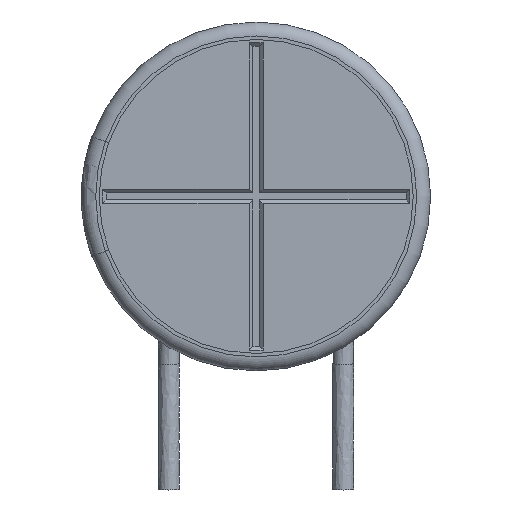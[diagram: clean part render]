
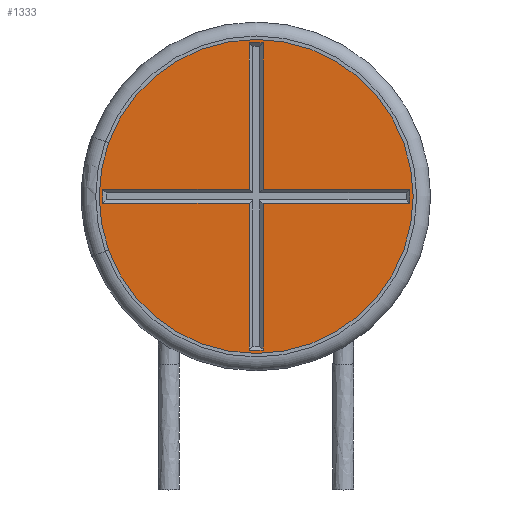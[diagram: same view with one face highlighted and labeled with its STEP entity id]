
A CAD part, left-side view. The second image highlights one B-rep face of the part: STEP entity #1333.
In plain terms, the highlighted planar face has unit normal (-1, 0, 0).
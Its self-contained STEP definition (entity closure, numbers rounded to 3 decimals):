
#27=FACE_BOUND('',#449,.T.);
#72=LINE('',#2212,#172);
#75=LINE('',#2217,#175);
#77=LINE('',#2221,#177);
#79=LINE('',#2225,#179);
#81=LINE('',#2229,#181);
#83=LINE('',#2233,#183);
#85=LINE('',#2237,#185);
#87=LINE('',#2241,#187);
#89=LINE('',#2245,#189);
#91=LINE('',#2249,#191);
#93=LINE('',#2253,#193);
#95=LINE('',#2256,#195);
#172=VECTOR('',#1645,1.);
#175=VECTOR('',#1650,1.);
#177=VECTOR('',#1654,1.);
#179=VECTOR('',#1658,1.);
#181=VECTOR('',#1662,1.);
#183=VECTOR('',#1666,1.);
#185=VECTOR('',#1670,1.);
#187=VECTOR('',#1674,1.);
#189=VECTOR('',#1678,1.);
#191=VECTOR('',#1682,1.);
#193=VECTOR('',#1686,1.);
#195=VECTOR('',#1690,1.);
#322=PLANE('',#1444);
#373=FACE_OUTER_BOUND('',#448,.T.);
#448=EDGE_LOOP('',(#1064));
#449=EDGE_LOOP('',(#1065,#1066,#1067,#1068,#1069,#1070,#1071,#1072,#1073,
#1074,#1075,#1076));
#524=CIRCLE('',#1445,4.5);
#627=VERTEX_POINT('',#2210);
#628=VERTEX_POINT('',#2211);
#629=VERTEX_POINT('',#2216);
#630=VERTEX_POINT('',#2220);
#631=VERTEX_POINT('',#2224);
#632=VERTEX_POINT('',#2228);
#633=VERTEX_POINT('',#2232);
#634=VERTEX_POINT('',#2236);
#635=VERTEX_POINT('',#2240);
#636=VERTEX_POINT('',#2244);
#637=VERTEX_POINT('',#2248);
#638=VERTEX_POINT('',#2252);
#646=VERTEX_POINT('',#2281);
#769=EDGE_CURVE('',#627,#628,#72,.F.);
#772=EDGE_CURVE('',#629,#627,#75,.F.);
#774=EDGE_CURVE('',#630,#629,#77,.F.);
#776=EDGE_CURVE('',#631,#630,#79,.F.);
#778=EDGE_CURVE('',#632,#631,#81,.F.);
#780=EDGE_CURVE('',#633,#632,#83,.F.);
#782=EDGE_CURVE('',#634,#633,#85,.F.);
#784=EDGE_CURVE('',#635,#634,#87,.F.);
#786=EDGE_CURVE('',#636,#635,#89,.F.);
#788=EDGE_CURVE('',#637,#636,#91,.F.);
#790=EDGE_CURVE('',#638,#637,#93,.F.);
#792=EDGE_CURVE('',#628,#638,#95,.F.);
#804=EDGE_CURVE('',#646,#646,#524,.T.);
#1064=ORIENTED_EDGE('',*,*,#804,.T.);
#1065=ORIENTED_EDGE('',*,*,#792,.T.);
#1066=ORIENTED_EDGE('',*,*,#790,.T.);
#1067=ORIENTED_EDGE('',*,*,#788,.T.);
#1068=ORIENTED_EDGE('',*,*,#786,.T.);
#1069=ORIENTED_EDGE('',*,*,#784,.T.);
#1070=ORIENTED_EDGE('',*,*,#782,.T.);
#1071=ORIENTED_EDGE('',*,*,#780,.T.);
#1072=ORIENTED_EDGE('',*,*,#778,.T.);
#1073=ORIENTED_EDGE('',*,*,#776,.T.);
#1074=ORIENTED_EDGE('',*,*,#774,.T.);
#1075=ORIENTED_EDGE('',*,*,#772,.T.);
#1076=ORIENTED_EDGE('',*,*,#769,.T.);
#1333=ADVANCED_FACE('',(#373,#27),#322,.T.);
#1444=AXIS2_PLACEMENT_3D('',#2280,#1717,#1718);
#1445=AXIS2_PLACEMENT_3D('',#2282,#1719,#1720);
#1645=DIRECTION('',(0.,-1.,0.));
#1650=DIRECTION('',(0.,0.,1.));
#1654=DIRECTION('',(0.,1.,0.));
#1658=DIRECTION('',(0.,0.,1.));
#1662=DIRECTION('',(0.,1.,0.));
#1666=DIRECTION('',(0.,0.,-1.));
#1670=DIRECTION('',(0.,1.,0.));
#1674=DIRECTION('',(0.,0.,-1.));
#1678=DIRECTION('',(0.,-1.,0.));
#1682=DIRECTION('',(0.,0.,-1.));
#1686=DIRECTION('',(0.,-1.,0.));
#1690=DIRECTION('',(0.,0.,1.));
#1717=DIRECTION('center_axis',(-1.,0.,0.));
#1718=DIRECTION('ref_axis',(0.,0.,
1.));
#1719=DIRECTION('center_axis',(-1.,0.,0.));
#1720=DIRECTION('ref_axis',(0.,0.,
1.));
#2210=CARTESIAN_POINT('',(-23.9,-4.045,4.761));
#2211=CARTESIAN_POINT('',(-23.9,0.155,4.761));
#2212=CARTESIAN_POINT('',(-23.9,0.155,4.761));
#2216=CARTESIAN_POINT('',(-23.9,-4.045,5.161));
#2217=CARTESIAN_POINT('',(-23.9,-4.045,4.761));
#2220=CARTESIAN_POINT('',(-23.9,0.155,5.161));
#2221=CARTESIAN_POINT('',(-23.9,-4.045,5.161));
#2224=CARTESIAN_POINT('',(-23.9,0.155,9.361));
#2225=CARTESIAN_POINT('',(-23.9,0.155,5.161));
#2228=CARTESIAN_POINT('',(-23.9,0.555,9.361));
#2229=CARTESIAN_POINT('',(-23.9,0.155,9.361));
#2232=CARTESIAN_POINT('',(-23.9,0.555,5.161));
#2233=CARTESIAN_POINT('',(-23.9,0.555,9.361));
#2236=CARTESIAN_POINT('',(-23.9,4.755,5.161));
#2237=CARTESIAN_POINT('',(-23.9,0.555,5.161));
#2240=CARTESIAN_POINT('',(-23.9,4.755,4.761));
#2241=CARTESIAN_POINT('',(-23.9,4.755,5.161));
#2244=CARTESIAN_POINT('',(-23.9,0.555,4.761));
#2245=CARTESIAN_POINT('',(-23.9,4.755,4.761));
#2248=CARTESIAN_POINT('',(-23.9,0.555,0.561));
#2249=CARTESIAN_POINT('',(-23.9,0.555,4.761));
#2252=CARTESIAN_POINT('',(-23.9,0.155,0.561));
#2253=CARTESIAN_POINT('',(-23.9,0.555,0.561));
#2256=CARTESIAN_POINT('',(-23.9,0.155,0.561));
#2280=CARTESIAN_POINT('Origin',(-23.9,0.355,4.961));
#2281=CARTESIAN_POINT('',(-23.9,0.355,0.461));
#2282=CARTESIAN_POINT('Origin',(-23.9,0.355,4.961));
